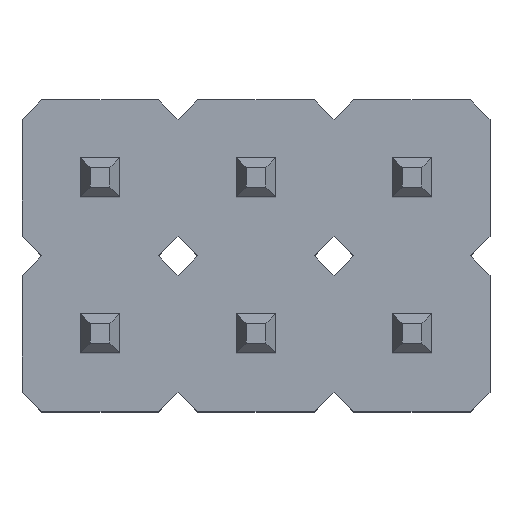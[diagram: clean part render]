
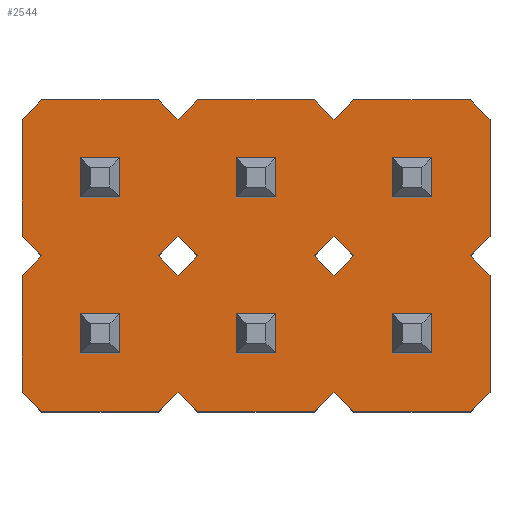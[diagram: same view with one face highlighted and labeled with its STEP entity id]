
A CAD part, top view. The second image highlights one B-rep face of the part: STEP entity #2544.
In plain terms, the highlighted planar face has unit normal (0, 0, 1).
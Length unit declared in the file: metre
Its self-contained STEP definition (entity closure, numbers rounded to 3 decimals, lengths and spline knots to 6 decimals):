
#452=ORIENTED_EDGE('',*,*,#936,.T.);
#453=ORIENTED_EDGE('',*,*,#937,.T.);
#454=ORIENTED_EDGE('',*,*,#938,.T.);
#455=ORIENTED_EDGE('',*,*,#939,.T.);
#456=ORIENTED_EDGE('',*,*,#930,.T.);
#457=ORIENTED_EDGE('',*,*,#940,.T.);
#458=ORIENTED_EDGE('',*,*,#932,.T.);
#459=ORIENTED_EDGE('',*,*,#941,.T.);
#460=ORIENTED_EDGE('',*,*,#942,.T.);
#461=ORIENTED_EDGE('',*,*,#943,.T.);
#462=ORIENTED_EDGE('',*,*,#944,.T.);
#463=ORIENTED_EDGE('',*,*,#945,.T.);
#464=ORIENTED_EDGE('',*,*,#946,.T.);
#465=ORIENTED_EDGE('',*,*,#947,.T.);
#466=ORIENTED_EDGE('',*,*,#948,.F.);
#467=ORIENTED_EDGE('',*,*,#949,.T.);
#468=ORIENTED_EDGE('',*,*,#950,.T.);
#469=ORIENTED_EDGE('',*,*,#951,.F.);
#470=ORIENTED_EDGE('',*,*,#952,.T.);
#471=ORIENTED_EDGE('',*,*,#953,.F.);
#472=ORIENTED_EDGE('',*,*,#954,.T.);
#473=ORIENTED_EDGE('',*,*,#955,.T.);
#474=ORIENTED_EDGE('',*,*,#956,.F.);
#475=ORIENTED_EDGE('',*,*,#957,.T.);
#476=ORIENTED_EDGE('',*,*,#958,.T.);
#477=ORIENTED_EDGE('',*,*,#959,.F.);
#478=ORIENTED_EDGE('',*,*,#960,.T.);
#479=ORIENTED_EDGE('',*,*,#961,.T.);
#480=ORIENTED_EDGE('',*,*,#962,.T.);
#481=ORIENTED_EDGE('',*,*,#963,.T.);
#482=ORIENTED_EDGE('',*,*,#964,.T.);
#483=ORIENTED_EDGE('',*,*,#965,.T.);
#484=ORIENTED_EDGE('',*,*,#966,.T.);
#485=ORIENTED_EDGE('',*,*,#967,.T.);
#930=EDGE_CURVE('',#1193,#1192,#1484,.T.);
#932=EDGE_CURVE('',#1194,#1195,#1486,.T.);
#936=EDGE_CURVE('',#1198,#1199,#1490,.F.);
#937=EDGE_CURVE('',#1199,#1200,#1491,.T.);
#938=EDGE_CURVE('',#1200,#1201,#1492,.F.);
#939=EDGE_CURVE('',#1201,#1198,#1493,.T.);
#940=EDGE_CURVE('',#1192,#1194,#1494,.F.);
#941=EDGE_CURVE('',#1195,#1202,#1495,.T.);
#942=EDGE_CURVE('',#1202,#1203,#1496,.F.);
#943=EDGE_CURVE('',#1203,#1204,#1497,.T.);
#944=EDGE_CURVE('',#1204,#1205,#1498,.T.);
#945=EDGE_CURVE('',#1205,#1206,#1499,.F.);
#946=EDGE_CURVE('',#1206,#1207,#1500,.T.);
#947=EDGE_CURVE('',#1207,#1208,#1501,.T.);
#948=EDGE_CURVE('',#1209,#1208,#1502,.T.);
#949=EDGE_CURVE('',#1209,#1210,#1503,.F.);
#950=EDGE_CURVE('',#1210,#1211,#1504,.T.);
#951=EDGE_CURVE('',#1212,#1211,#1505,.T.);
#952=EDGE_CURVE('',#1212,#1213,#1506,.F.);
#953=EDGE_CURVE('',#1214,#1213,#1507,.T.);
#954=EDGE_CURVE('',#1214,#1215,#1508,.T.);
#955=EDGE_CURVE('',#1215,#1216,#1509,.F.);
#956=EDGE_CURVE('',#1217,#1216,#1510,.T.);
#957=EDGE_CURVE('',#1217,#1218,#1511,.T.);
#958=EDGE_CURVE('',#1218,#1219,#1512,.F.);
#959=EDGE_CURVE('',#1220,#1219,#1513,.T.);
#960=EDGE_CURVE('',#1220,#1221,#1514,.T.);
#961=EDGE_CURVE('',#1221,#1222,#1515,.T.);
#962=EDGE_CURVE('',#1222,#1223,#1516,.F.);
#963=EDGE_CURVE('',#1223,#1193,#1517,.T.);
#964=EDGE_CURVE('',#1224,#1225,#1518,.F.);
#965=EDGE_CURVE('',#1225,#1226,#1519,.T.);
#966=EDGE_CURVE('',#1226,#1227,#1520,.F.);
#967=EDGE_CURVE('',#1227,#1224,#1521,.T.);
#1192=VERTEX_POINT('',#4029);
#1193=VERTEX_POINT('',#4031);
#1194=VERTEX_POINT('',#4035);
#1195=VERTEX_POINT('',#4036);
#1198=VERTEX_POINT('',#4044);
#1199=VERTEX_POINT('',#4045);
#1200=VERTEX_POINT('',#4047);
#1201=VERTEX_POINT('',#4049);
#1202=VERTEX_POINT('',#4053);
#1203=VERTEX_POINT('',#4055);
#1204=VERTEX_POINT('',#4057);
#1205=VERTEX_POINT('',#4059);
#1206=VERTEX_POINT('',#4061);
#1207=VERTEX_POINT('',#4063);
#1208=VERTEX_POINT('',#4065);
#1209=VERTEX_POINT('',#4067);
#1210=VERTEX_POINT('',#4069);
#1211=VERTEX_POINT('',#4071);
#1212=VERTEX_POINT('',#4073);
#1213=VERTEX_POINT('',#4075);
#1214=VERTEX_POINT('',#4077);
#1215=VERTEX_POINT('',#4079);
#1216=VERTEX_POINT('',#4081);
#1217=VERTEX_POINT('',#4083);
#1218=VERTEX_POINT('',#4085);
#1219=VERTEX_POINT('',#4087);
#1220=VERTEX_POINT('',#4089);
#1221=VERTEX_POINT('',#4091);
#1222=VERTEX_POINT('',#4093);
#1223=VERTEX_POINT('',#4095);
#1224=VERTEX_POINT('',#4098);
#1225=VERTEX_POINT('',#4099);
#1226=VERTEX_POINT('',#4101);
#1227=VERTEX_POINT('',#4103);
#1484=LINE('',#4030,#1826);
#1486=LINE('',#4034,#1828);
#1490=LINE('',#4043,#1832);
#1491=LINE('',#4046,#1833);
#1492=LINE('',#4048,#1834);
#1493=LINE('',#4050,#1835);
#1494=LINE('',#4051,#1836);
#1495=LINE('',#4052,#1837);
#1496=LINE('',#4054,#1838);
#1497=LINE('',#4056,#1839);
#1498=LINE('',#4058,#1840);
#1499=LINE('',#4060,#1841);
#1500=LINE('',#4062,#1842);
#1501=LINE('',#4064,#1843);
#1502=LINE('',#4066,#1844);
#1503=LINE('',#4068,#1845);
#1504=LINE('',#4070,#1846);
#1505=LINE('',#4072,#1847);
#1506=LINE('',#4074,#1848);
#1507=LINE('',#4076,#1849);
#1508=LINE('',#4078,#1850);
#1509=LINE('',#4080,#1851);
#1510=LINE('',#4082,#1852);
#1511=LINE('',#4084,#1853);
#1512=LINE('',#4086,#1854);
#1513=LINE('',#4088,#1855);
#1514=LINE('',#4090,#1856);
#1515=LINE('',#4092,#1857);
#1516=LINE('',#4094,#1858);
#1517=LINE('',#4096,#1859);
#1518=LINE('',#4097,#1860);
#1519=LINE('',#4100,#1861);
#1520=LINE('',#4102,#1862);
#1521=LINE('',#4104,#1863);
#1826=VECTOR('',#3339,1.);
#1828=VECTOR('',#3343,1.);
#1832=VECTOR('',#3349,1.);
#1833=VECTOR('',#3350,1.);
#1834=VECTOR('',#3351,1.);
#1835=VECTOR('',#3352,1.);
#1836=VECTOR('',#3353,1.);
#1837=VECTOR('',#3354,1.);
#1838=VECTOR('',#3355,1.);
#1839=VECTOR('',#3356,1.);
#1840=VECTOR('',#3357,1.);
#1841=VECTOR('',#3358,1.);
#1842=VECTOR('',#3359,1.);
#1843=VECTOR('',#3360,1.);
#1844=VECTOR('',#3361,1.);
#1845=VECTOR('',#3362,1.);
#1846=VECTOR('',#3363,1.);
#1847=VECTOR('',#3364,1.);
#1848=VECTOR('',#3365,1.);
#1849=VECTOR('',#3366,1.);
#1850=VECTOR('',#3367,1.);
#1851=VECTOR('',#3368,1.);
#1852=VECTOR('',#3369,1.);
#1853=VECTOR('',#3370,1.);
#1854=VECTOR('',#3371,1.);
#1855=VECTOR('',#3372,1.);
#1856=VECTOR('',#3373,1.);
#1857=VECTOR('',#3374,1.);
#1858=VECTOR('',#3375,1.);
#1859=VECTOR('',#3376,1.);
#1860=VECTOR('',#3377,1.);
#1861=VECTOR('',#3378,1.);
#1862=VECTOR('',#3379,1.);
#1863=VECTOR('',#3380,1.);
#2068=EDGE_LOOP('',(#452,#453,#454,#455));
#2069=EDGE_LOOP('',(#456,#457,#458,#459,#460,#461,#462,#463,#464,#465,#466,
#467,#468,#469,#470,#471,#472,#473,#474,#475,#476,#477,#478,#479,#480,#481));
#2070=EDGE_LOOP('',(#482,#483,#484,#485));
#2228=FACE_BOUND('',#2068,.T.);
#2229=FACE_BOUND('',#2069,.T.);
#2230=FACE_BOUND('',#2070,.T.);
#2388=PLANE('',#2857);
#2544=ADVANCED_FACE('',(#2228,#2229,#2230),#2388,.T.);
#2857=AXIS2_PLACEMENT_3D('',#4042,#3347,#3348);
#3339=DIRECTION('',(0.,-1.,0.));
#3343=DIRECTION('',(1.,0.,0.));
#3347=DIRECTION('',(0.,0.,1.));
#3348=DIRECTION('',(1.,0.,0.));
#3349=DIRECTION('',(0.707,-0.707,0.));
#3350=DIRECTION('',(0.707,0.707,0.));
#3351=DIRECTION('',(-0.707,0.707,0.));
#3352=DIRECTION('',(-0.707,-0.707,0.));
#3353=DIRECTION('',(-0.707,0.707,0.));
#3354=DIRECTION('',(0.707,0.707,0.));
#3355=DIRECTION('',(-0.707,0.707,0.));
#3356=DIRECTION('',(1.,0.,0.));
#3357=DIRECTION('',(0.707,0.707,0.));
#3358=DIRECTION('',(-0.707,0.707,0.));
#3359=DIRECTION('',(1.,0.,0.));
#3360=DIRECTION('',(0.707,0.707,0.));
#3361=DIRECTION('',(0.,-1.,0.));
#3362=DIRECTION('',(0.707,-0.707,0.));
#3363=DIRECTION('',(0.707,0.707,0.));
#3364=DIRECTION('',(0.,-1.,0.));
#3365=DIRECTION('',(0.707,-0.707,0.));
#3366=DIRECTION('',(1.,0.,0.));
#3367=DIRECTION('',(-0.707,-0.707,0.));
#3368=DIRECTION('',(0.707,-0.707,0.));
#3369=DIRECTION('',(1.,0.,0.));
#3370=DIRECTION('',(-0.707,-0.707,0.));
#3371=DIRECTION('',(0.707,-0.707,0.));
#3372=DIRECTION('',(1.,0.,0.));
#3373=DIRECTION('',(-0.707,-0.707,0.));
#3374=DIRECTION('',(0.,-1.,0.));
#3375=DIRECTION('',(-0.707,0.707,0.));
#3376=DIRECTION('',(-0.707,-0.707,0.));
#3377=DIRECTION('',(0.707,-0.707,0.));
#3378=DIRECTION('',(0.707,0.707,0.));
#3379=DIRECTION('',(-0.707,0.707,0.));
#3380=DIRECTION('',(-0.707,-0.707,0.));
#4029=CARTESIAN_POINT('',(-0.00127,-0.00095,0.0025));
#4030=CARTESIAN_POINT('',(-0.00127,0.,0.0025));
#4031=CARTESIAN_POINT('',(-0.00127,0.00095,0.0025));
#4034=CARTESIAN_POINT('',(0.,-0.00127,0.0025));
#4035=CARTESIAN_POINT('',(-0.00095,-0.00127,0.0025));
#4036=CARTESIAN_POINT('',(0.00095,-0.00127,0.0025));
#4042=CARTESIAN_POINT('',(0.,0.,0.0025));
#4043=CARTESIAN_POINT('',(0.00111,0.00111,0.0025));
#4044=CARTESIAN_POINT('',(0.00127,0.00095,0.0025));
#4045=CARTESIAN_POINT('',(0.00095,0.00127,0.0025));
#4046=CARTESIAN_POINT('',(0.00111,0.00143,0.0025));
#4047=CARTESIAN_POINT('',(0.00127,0.00159,0.0025));
#4048=CARTESIAN_POINT('',(0.00143,0.00143,0.0025));
#4049=CARTESIAN_POINT('',(0.00159,0.00127,0.0025));
#4050=CARTESIAN_POINT('',(0.00143,0.00111,0.0025));
#4051=CARTESIAN_POINT('',(-0.00111,-0.00111,0.0025));
#4052=CARTESIAN_POINT('',(0.00111,-0.00111,0.0025));
#4053=CARTESIAN_POINT('',(0.00127,-0.00095,0.0025));
#4054=CARTESIAN_POINT('',(0.00143,-0.00111,0.0025));
#4055=CARTESIAN_POINT('',(0.00159,-0.00127,0.0025));
#4056=CARTESIAN_POINT('',(0.00254,-0.00127,0.0025));
#4057=CARTESIAN_POINT('',(0.00349,-0.00127,0.0025));
#4058=CARTESIAN_POINT('',(0.00365,-0.00111,0.0025));
#4059=CARTESIAN_POINT('',(0.00381,-0.00095,0.0025));
#4060=CARTESIAN_POINT('',(0.00397,-0.00111,0.0025));
#4061=CARTESIAN_POINT('',(0.00413,-0.00127,0.0025));
#4062=CARTESIAN_POINT('',(0.00508,-0.00127,0.0025));
#4063=CARTESIAN_POINT('',(0.00603,-0.00127,0.0025));
#4064=CARTESIAN_POINT('',(0.00619,-0.00111,0.0025));
#4065=CARTESIAN_POINT('',(0.00635,-0.00095,0.0025));
#4066=CARTESIAN_POINT('',(0.00635,0.,0.0025));
#4067=CARTESIAN_POINT('',(0.00635,0.00095,0.0025));
#4068=CARTESIAN_POINT('',(0.00619,0.00111,0.0025));
#4069=CARTESIAN_POINT('',(0.00603,0.00127,0.0025));
#4070=CARTESIAN_POINT('',(0.00619,0.00143,0.0025));
#4071=CARTESIAN_POINT('',(0.00635,0.00159,0.0025));
#4072=CARTESIAN_POINT('',(0.00635,0.00254,0.0025));
#4073=CARTESIAN_POINT('',(0.00635,0.00349,0.0025));
#4074=CARTESIAN_POINT('',(0.00619,0.00365,0.0025));
#4075=CARTESIAN_POINT('',(0.00603,0.00381,0.0025));
#4076=CARTESIAN_POINT('',(0.00508,0.00381,0.0025));
#4077=CARTESIAN_POINT('',(0.00413,0.00381,0.0025));
#4078=CARTESIAN_POINT('',(0.00397,0.00365,0.0025));
#4079=CARTESIAN_POINT('',(0.00381,0.00349,0.0025));
#4080=CARTESIAN_POINT('',(0.00365,0.00365,0.0025));
#4081=CARTESIAN_POINT('',(0.00349,0.00381,0.0025));
#4082=CARTESIAN_POINT('',(0.00254,0.00381,0.0025));
#4083=CARTESIAN_POINT('',(0.00159,0.00381,0.0025));
#4084=CARTESIAN_POINT('',(0.00143,0.00365,0.0025));
#4085=CARTESIAN_POINT('',(0.00127,0.00349,0.0025));
#4086=CARTESIAN_POINT('',(0.00111,0.00365,0.0025));
#4087=CARTESIAN_POINT('',(0.00095,0.00381,0.0025));
#4088=CARTESIAN_POINT('',(0.,0.00381,0.0025));
#4089=CARTESIAN_POINT('',(-0.00095,0.00381,0.0025));
#4090=CARTESIAN_POINT('',(-0.00111,0.00365,0.0025));
#4091=CARTESIAN_POINT('',(-0.00127,0.00349,0.0025));
#4092=CARTESIAN_POINT('',(-0.00127,0.00254,0.0025));
#4093=CARTESIAN_POINT('',(-0.00127,0.00159,0.0025));
#4094=CARTESIAN_POINT('',(-0.00111,0.00143,0.0025));
#4095=CARTESIAN_POINT('',(-0.00095,0.00127,0.0025));
#4096=CARTESIAN_POINT('',(-0.00111,0.00111,0.0025));
#4097=CARTESIAN_POINT('',(0.00365,0.00111,0.0025));
#4098=CARTESIAN_POINT('',(0.00381,0.00095,0.0025));
#4099=CARTESIAN_POINT('',(0.00349,0.00127,0.0025));
#4100=CARTESIAN_POINT('',(0.00365,0.00143,0.0025));
#4101=CARTESIAN_POINT('',(0.00381,0.00159,0.0025));
#4102=CARTESIAN_POINT('',(0.00397,0.00143,0.0025));
#4103=CARTESIAN_POINT('',(0.00413,0.00127,0.0025));
#4104=CARTESIAN_POINT('',(0.00397,0.00111,0.0025));
